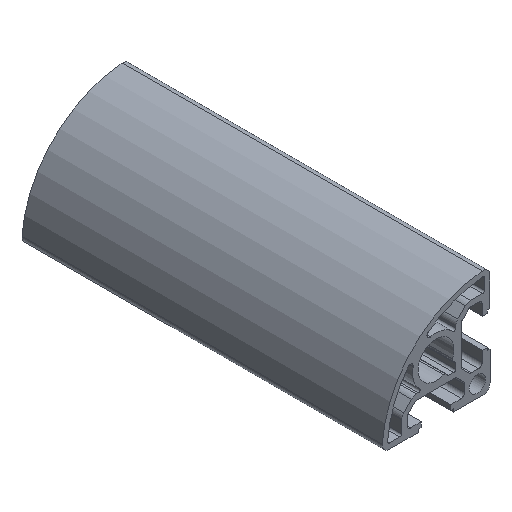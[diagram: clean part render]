
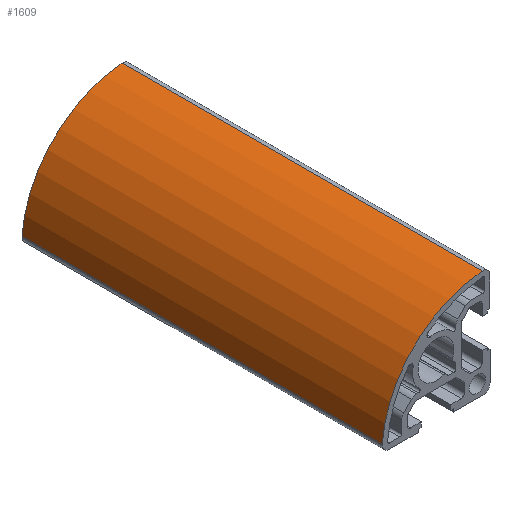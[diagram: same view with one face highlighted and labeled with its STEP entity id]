
A CAD part, isometric view. The second image highlights one B-rep face of the part: STEP entity #1609.
In plain terms, the highlighted cylindrical face has radius 30 mm (diameter 60 mm), a partial arc.
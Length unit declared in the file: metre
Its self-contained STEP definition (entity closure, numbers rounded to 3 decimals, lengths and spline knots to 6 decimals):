
#57=CIRCLE('',#1750,0.03);
#58=CIRCLE('',#1751,0.03);
#118=CYLINDRICAL_SURFACE('',#1749,0.03);
#170=FACE_OUTER_BOUND('',#253,.T.);
#253=EDGE_LOOP('',(#1169,#1170,#1171,#1172));
#375=LINE('',#2536,#540);
#376=LINE('',#2539,#541);
#540=VECTOR('',#2041,0.1);
#541=VECTOR('',#2044,0.1);
#714=VERTEX_POINT('',#2532);
#715=VERTEX_POINT('',#2533);
#716=VERTEX_POINT('',#2535);
#717=VERTEX_POINT('',#2537);
#901=EDGE_CURVE('',#714,#715,#57,.T.);
#902=EDGE_CURVE('',#716,#715,#375,.T.);
#903=EDGE_CURVE('',#717,#716,#58,.T.);
#904=EDGE_CURVE('',#717,#714,#376,.T.);
#1169=ORIENTED_EDGE('',*,*,#901,.T.);
#1170=ORIENTED_EDGE('',*,*,#902,.F.);
#1171=ORIENTED_EDGE('',*,*,#903,.F.);
#1172=ORIENTED_EDGE('',*,*,#904,.T.);
#1609=ADVANCED_FACE('',(#170),#118,.T.);
#1749=AXIS2_PLACEMENT_3D('',#2531,#2037,#2038);
#1750=AXIS2_PLACEMENT_3D('',#2534,#2039,#2040);
#1751=AXIS2_PLACEMENT_3D('',#2538,#2042,#2043);
#2037=DIRECTION('center_axis',(0.,1.,0.));
#2038=DIRECTION('ref_axis',(-1.,0.,0.));
#2039=DIRECTION('center_axis',(0.,-1.,0.));
#2040=DIRECTION('ref_axis',(1.,0.,0.));
#2041=DIRECTION('',(0.,1.,0.));
#2042=DIRECTION('center_axis',(0.,-1.,0.));
#2043=DIRECTION('ref_axis',(1.,0.,0.));
#2044=DIRECTION('',(0.,1.,0.));
#2531=CARTESIAN_POINT('Origin',(0.031735,-0.978531,0.));
#2532=CARTESIAN_POINT('',(0.029592,0.021469,0.029923));
#2533=CARTESIAN_POINT('',(0.001812,0.021469,0.002143));
#2534=CARTESIAN_POINT('Origin',(0.031735,0.021469,0.));
#2535=CARTESIAN_POINT('',(0.001812,-0.078531,0.002143));
#2536=CARTESIAN_POINT('',(0.001812,-0.078531,0.002143));
#2537=CARTESIAN_POINT('',(0.029592,-0.078531,0.029923));
#2538=CARTESIAN_POINT('Origin',(0.031735,-0.078531,
0.));
#2539=CARTESIAN_POINT('',(0.029592,-0.078531,0.029923));
